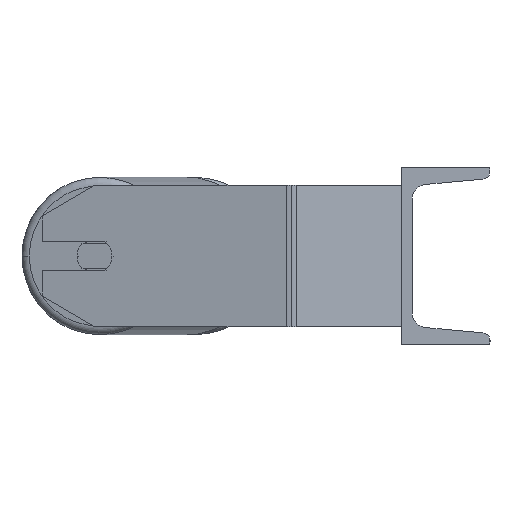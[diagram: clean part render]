
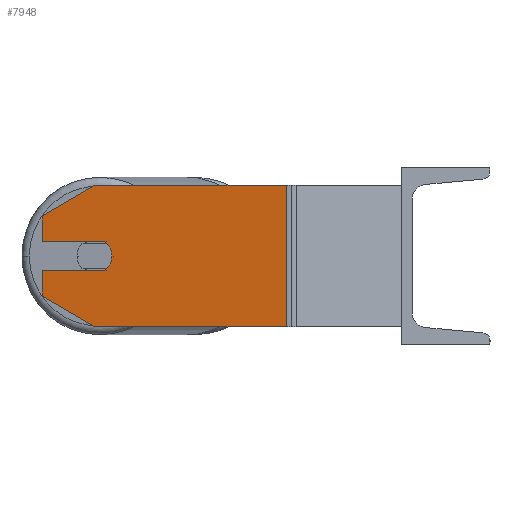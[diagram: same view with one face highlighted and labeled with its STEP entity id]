
A CAD part, left-side view. The second image highlights one B-rep face of the part: STEP entity #7948.
In plain terms, the highlighted planar face has unit normal (-0.985, 0.174, 0).
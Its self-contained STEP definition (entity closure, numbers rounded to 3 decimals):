
#24 = LINE ( 'NONE', #2833, #2468 ) ;
#27 = EDGE_CURVE ( 'NONE', #747, #2818, #24, .T. ) ;
#104 = DIRECTION ( 'NONE',  ( 0., 0., -1. ) ) ;
#227 = EDGE_CURVE ( 'NONE', #8150, #7469, #2026, .T. ) ;
#274 = DIRECTION ( 'NONE',  ( 0.15, 0.853, -0.5 ) ) ;
#571 = LINE ( 'NONE', #3418, #5955 ) ;
#580 = VECTOR ( 'NONE', #1473, 1000. ) ;
#747 = VERTEX_POINT ( 'NONE', #2812 ) ;
#767 = DIRECTION ( 'NONE',  ( 0., 0., -1. ) ) ;
#825 = DIRECTION ( 'NONE',  ( 0.985, -0.174, 0. ) ) ;
#949 = VECTOR ( 'NONE', #104, 1000. ) ;
#1159 = DIRECTION ( 'NONE',  ( -0.985, 0.174, 0. ) ) ;
#1165 = VECTOR ( 'NONE', #7888, 1000. ) ;
#1473 = DIRECTION ( 'NONE',  ( -0.15, -0.853, -0.5 ) ) ;
#1518 = FACE_OUTER_BOUND ( 'NONE', #5985, .T. ) ;
#1538 = LINE ( 'NONE', #1582, #949 ) ;
#1582 = CARTESIAN_POINT ( 'NONE',  ( -471.184, 203.146, 40. ) ) ;
#1710 = ORIENTED_EDGE ( 'NONE', *, *, #227, .F. ) ;
#1728 = AXIS2_PLACEMENT_3D ( 'NONE', #9021, #1159, #8829 ) ;
#1882 = CARTESIAN_POINT ( 'NONE',  ( -477.436, 167.693, 8. ) ) ;
#2026 = CIRCLE ( 'NONE', #1728, 10. ) ;
#2106 = CARTESIAN_POINT ( 'NONE',  ( -476.394, 173.602, -40. ) ) ;
#2117 = LINE ( 'NONE', #2159, #5553 ) ;
#2159 = CARTESIAN_POINT ( 'NONE',  ( -471.184, 203.146, -40. ) ) ;
#2468 = VECTOR ( 'NONE', #767, 1000. ) ;
#2620 = ORIENTED_EDGE ( 'NONE', *, *, #4477, .F. ) ;
#2632 = ORIENTED_EDGE ( 'NONE', *, *, #8055, .T. ) ;
#2642 = VECTOR ( 'NONE', #3616, 1000. ) ;
#2756 = DIRECTION ( 'NONE',  ( -0.174, -0.985, 0. ) ) ;
#2781 = AXIS2_PLACEMENT_3D ( 'NONE', #3235, #6065, #8883 ) ;
#2812 = CARTESIAN_POINT ( 'NONE',  ( -495.512, 65.175, 40. ) ) ;
#2818 = VERTEX_POINT ( 'NONE', #8410 ) ;
#2833 = CARTESIAN_POINT ( 'NONE',  ( -495.512, 65.175, 40. ) ) ;
#2857 = ORIENTED_EDGE ( 'NONE', *, *, #5730, .T. ) ;
#2947 = CARTESIAN_POINT ( 'NONE',  ( -471.184, 203.146, 40. ) ) ;
#3074 = CARTESIAN_POINT ( 'NONE',  ( -477.436, 167.693, -8. ) ) ;
#3122 = ORIENTED_EDGE ( 'NONE', *, *, #27, .F. ) ;
#3184 = LINE ( 'NONE', #8748, #6313 ) ;
#3218 = VECTOR ( 'NONE', #274, 1000. ) ;
#3235 = CARTESIAN_POINT ( 'NONE',  ( -476.394, 173.602, 0. ) ) ;
#3418 = CARTESIAN_POINT ( 'NONE',  ( -477.436, 167.693, -8. ) ) ;
#3616 = DIRECTION ( 'NONE',  ( 0., 0., -1. ) ) ;
#3750 = LINE ( 'NONE', #5156, #2642 ) ;
#3829 = VERTEX_POINT ( 'NONE', #8716 ) ;
#4280 = LINE ( 'NONE', #4504, #1165 ) ;
#4448 = CARTESIAN_POINT ( 'NONE',  ( -476.394, 173.602, 40. ) ) ;
#4477 = EDGE_CURVE ( 'NONE', #7826, #8150, #571, .T. ) ;
#4504 = CARTESIAN_POINT ( 'NONE',  ( -471.184, 203.146, 40. ) ) ;
#4617 = EDGE_CURVE ( 'NONE', #7826, #3829, #1538, .T. ) ;
#4622 = DIRECTION ( 'NONE',  ( 0.174, 0.985, 0. ) ) ;
#4683 = ORIENTED_EDGE ( 'NONE', *, *, #8543, .T. ) ;
#4838 = PLANE ( 'NONE',  #5158 ) ;
#5156 = CARTESIAN_POINT ( 'NONE',  ( -471.184, 203.146, 40. ) ) ;
#5158 = AXIS2_PLACEMENT_3D ( 'NONE', #2947, #825, #7108 ) ;
#5535 = CARTESIAN_POINT ( 'NONE',  ( -471.184, 203.146, 8. ) ) ;
#5553 = VECTOR ( 'NONE', #2756, 1000. ) ;
#5730 = EDGE_CURVE ( 'NONE', #8453, #2818, #2117, .T. ) ;
#5820 = VERTEX_POINT ( 'NONE', #5535 ) ;
#5853 = CARTESIAN_POINT ( 'NONE',  ( -471.184, 203.146, 22.679 ) ) ;
#5955 = VECTOR ( 'NONE', #7035, 1000. ) ;
#5969 = ORIENTED_EDGE ( 'NONE', *, *, #8067, .F. ) ;
#5985 = EDGE_LOOP ( 'NONE', ( #6649, #2632, #2857, #3122, #5969, #9003, #4683, #6123, #8871, #1710, #2620 ) ) ;
#6065 = DIRECTION ( 'NONE',  ( -0.985, 0.174, 0. ) ) ;
#6123 = ORIENTED_EDGE ( 'NONE', *, *, #7422, .F. ) ;
#6170 = CIRCLE ( 'NONE', #2781, 10. ) ;
#6313 = VECTOR ( 'NONE', #4622, 1000. ) ;
#6359 = CARTESIAN_POINT ( 'NONE',  ( -476.394, 173.602, -40. ) ) ;
#6540 = LINE ( 'NONE', #5853, #3218 ) ;
#6649 = ORIENTED_EDGE ( 'NONE', *, *, #4617, .T. ) ;
#7035 = DIRECTION ( 'NONE',  ( -0.174, -0.985, 0. ) ) ;
#7108 = DIRECTION ( 'NONE',  ( 0.174, 0.985, 0. ) ) ;
#7414 = EDGE_CURVE ( 'NONE', #7469, #7882, #6170, .T. ) ;
#7422 = EDGE_CURVE ( 'NONE', #7882, #5820, #3184, .T. ) ;
#7464 = CARTESIAN_POINT ( 'NONE',  ( -471.184, 203.146, 22.679 ) ) ;
#7469 = VERTEX_POINT ( 'NONE', #7502 ) ;
#7502 = CARTESIAN_POINT ( 'NONE',  ( -478.13, 163.754, 0. ) ) ;
#7805 = LINE ( 'NONE', #6359, #580 ) ;
#7826 = VERTEX_POINT ( 'NONE', #8215 ) ;
#7882 = VERTEX_POINT ( 'NONE', #1882 ) ;
#7888 = DIRECTION ( 'NONE',  ( -0.174, -0.985, 0. ) ) ;
#7948 = ADVANCED_FACE ( 'NONE', ( #1518 ), #4838, .F. ) ;
#8055 = EDGE_CURVE ( 'NONE', #3829, #8453, #7805, .T. ) ;
#8067 = EDGE_CURVE ( 'NONE', #8992, #747, #4280, .T. ) ;
#8148 = EDGE_CURVE ( 'NONE', #8992, #8966, #6540, .T. ) ;
#8150 = VERTEX_POINT ( 'NONE', #3074 ) ;
#8215 = CARTESIAN_POINT ( 'NONE',  ( -471.184, 203.146, -8. ) ) ;
#8410 = CARTESIAN_POINT ( 'NONE',  ( -495.512, 65.175, -40. ) ) ;
#8453 = VERTEX_POINT ( 'NONE', #2106 ) ;
#8543 = EDGE_CURVE ( 'NONE', #8966, #5820, #3750, .T. ) ;
#8716 = CARTESIAN_POINT ( 'NONE',  ( -471.184, 203.146, -22.679 ) ) ;
#8748 = CARTESIAN_POINT ( 'NONE',  ( -471.184, 203.146, 8. ) ) ;
#8829 = DIRECTION ( 'NONE',  ( -0.174, -0.985, 0. ) ) ;
#8871 = ORIENTED_EDGE ( 'NONE', *, *, #7414, .F. ) ;
#8883 = DIRECTION ( 'NONE',  ( -0.174, -0.985, 0. ) ) ;
#8966 = VERTEX_POINT ( 'NONE', #7464 ) ;
#8992 = VERTEX_POINT ( 'NONE', #4448 ) ;
#9003 = ORIENTED_EDGE ( 'NONE', *, *, #8148, .T. ) ;
#9021 = CARTESIAN_POINT ( 'NONE',  ( -476.394, 173.602, 0. ) ) ;
